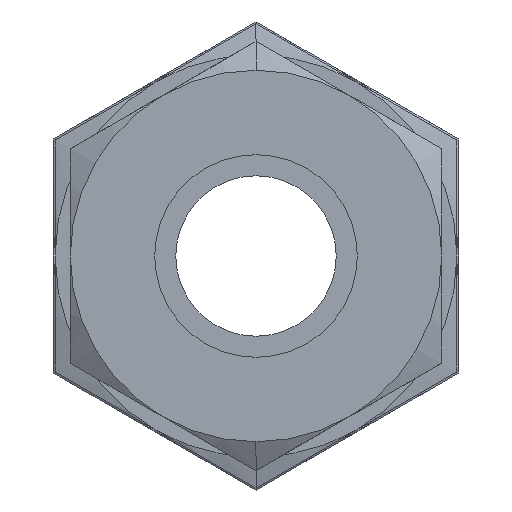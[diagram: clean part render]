
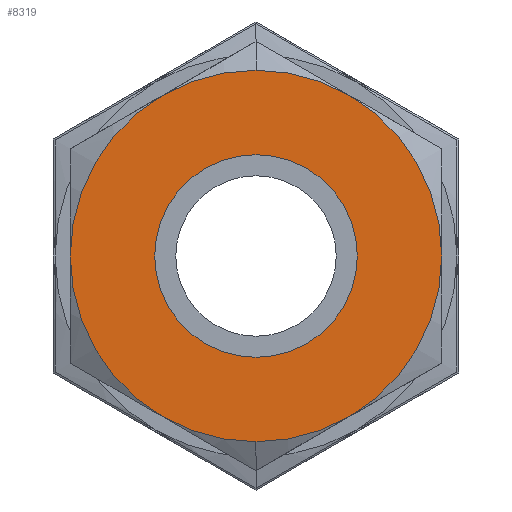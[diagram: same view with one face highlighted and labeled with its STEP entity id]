
A CAD part, left-side view. The second image highlights one B-rep face of the part: STEP entity #8319.
In plain terms, the highlighted planar face has unit normal (-1, 0, 0).
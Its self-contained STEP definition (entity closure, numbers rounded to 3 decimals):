
#30 = CARTESIAN_POINT ( 'NONE',  ( 0., 0., 5.5 ) ) ;
#1156 = CIRCLE ( 'NONE', #12390, 11. ) ;
#1784 = DIRECTION ( 'NONE',  ( 0., 0., 1. ) ) ;
#2524 = CARTESIAN_POINT ( 'NONE',  ( 0., 0., 11. ) ) ;
#3966 = DIRECTION ( 'NONE',  ( 1., 0., 0. ) ) ;
#4568 = CARTESIAN_POINT ( 'NONE',  ( 0., 0., 0. ) ) ;
#5600 = DIRECTION ( 'NONE',  ( -1., 0., 0. ) ) ;
#5641 = ORIENTED_EDGE ( 'NONE', *, *, #6694, .F. ) ;
#6040 = DIRECTION ( 'NONE',  ( 1., 0., 0. ) ) ;
#6367 = VERTEX_POINT ( 'NONE', #8002 ) ;
#6371 = ORIENTED_EDGE ( 'NONE', *, *, #15508, .T. ) ;
#6694 = EDGE_CURVE ( 'NONE', #11418, #8172, #1156, .T. ) ;
#6978 = FACE_OUTER_BOUND ( 'NONE', #17028, .T. ) ;
#7263 = VERTEX_POINT ( 'NONE', #15097 ) ;
#7459 = CARTESIAN_POINT ( 'NONE',  ( 0., 0., -11. ) ) ;
#8002 = CARTESIAN_POINT ( 'NONE',  ( 0., 0., -6. ) ) ;
#8172 = VERTEX_POINT ( 'NONE', #7459 ) ;
#8319 = ADVANCED_FACE ( 'NONE', ( #16016, #6978 ), #18293, .T. ) ;
#8361 = EDGE_LOOP ( 'NONE', ( #6371, #9384 ) ) ;
#8474 = DIRECTION ( 'NONE',  ( 1., 0., 0. ) ) ;
#9231 = DIRECTION ( 'NONE',  ( 0., 0., 1. ) ) ;
#9384 = ORIENTED_EDGE ( 'NONE', *, *, #17407, .T. ) ;
#9706 = CIRCLE ( 'NONE', #15923, 6. ) ;
#10021 = CARTESIAN_POINT ( 'NONE',  ( 0., 0., 0. ) ) ;
#10108 = DIRECTION ( 'NONE',  ( 1., 0., 0. ) ) ;
#11056 = DIRECTION ( 'NONE',  ( 0., 0., -1. ) ) ;
#11418 = VERTEX_POINT ( 'NONE', #2524 ) ;
#11933 = AXIS2_PLACEMENT_3D ( 'NONE', #16282, #3966, #9231 ) ;
#12390 = AXIS2_PLACEMENT_3D ( 'NONE', #4568, #6040, #1784 ) ;
#12787 = DIRECTION ( 'NONE',  ( 0., 0., -1. ) ) ;
#12801 = DIRECTION ( 'NONE',  ( 0., 0., 1. ) ) ;
#14325 = AXIS2_PLACEMENT_3D ( 'NONE', #30, #5600, #12801 ) ;
#14445 = CIRCLE ( 'NONE', #15336, 11. ) ;
#15097 = CARTESIAN_POINT ( 'NONE',  ( 0., 0., 6. ) ) ;
#15336 = AXIS2_PLACEMENT_3D ( 'NONE', #10021, #10108, #12787 ) ;
#15508 = EDGE_CURVE ( 'NONE', #6367, #7263, #9706, .T. ) ;
#15923 = AXIS2_PLACEMENT_3D ( 'NONE', #18103, #8474, #11056 ) ;
#16016 = FACE_BOUND ( 'NONE', #8361, .T. ) ;
#16054 = EDGE_CURVE ( 'NONE', #8172, #11418, #14445, .T. ) ;
#16282 = CARTESIAN_POINT ( 'NONE',  ( 0., 0., 0. ) ) ;
#16977 = CIRCLE ( 'NONE', #11933, 6. ) ;
#17028 = EDGE_LOOP ( 'NONE', ( #5641, #18156 ) ) ;
#17407 = EDGE_CURVE ( 'NONE', #7263, #6367, #16977, .T. ) ;
#18103 = CARTESIAN_POINT ( 'NONE',  ( 0., 0., 0. ) ) ;
#18156 = ORIENTED_EDGE ( 'NONE', *, *, #16054, .F. ) ;
#18293 = PLANE ( 'NONE',  #14325 ) ;
